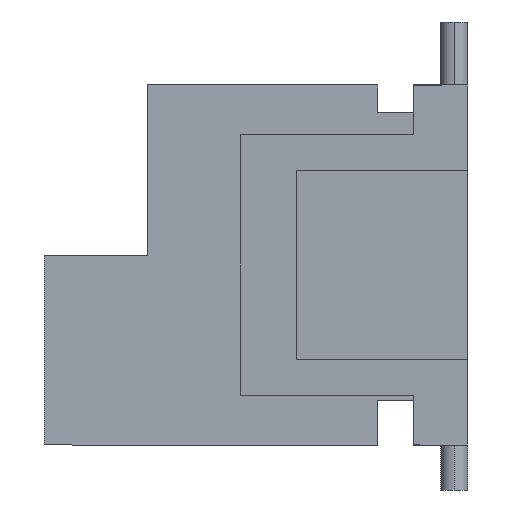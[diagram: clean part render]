
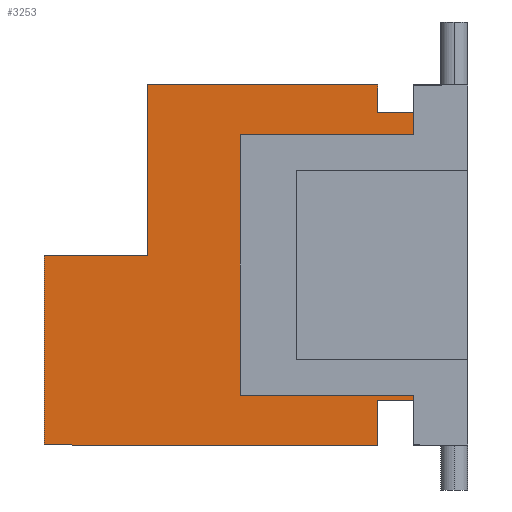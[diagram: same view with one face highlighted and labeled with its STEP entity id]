
A CAD part, left-side view. The second image highlights one B-rep face of the part: STEP entity #3253.
In plain terms, the highlighted planar face has unit normal (-1, 0, 0).
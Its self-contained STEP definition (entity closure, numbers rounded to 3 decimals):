
#331 = DIRECTION ( 'NONE',  ( 0., 0., 1. ) ) ;
#332 = VECTOR ( 'NONE', #331, 1000. ) ;
#333 = CARTESIAN_POINT ( 'NONE',  ( -5.2, 7.1, 3.8 ) ) ;
#334 = LINE ( 'NONE', #333, #332 ) ;
#549 = CARTESIAN_POINT ( 'NONE',  ( -5.2, 7.1, 0. ) ) ;
#550 = DIRECTION ( 'NONE',  ( 0., -1., 0. ) ) ;
#551 = VECTOR ( 'NONE', #550, 1000. ) ;
#552 = CARTESIAN_POINT ( 'NONE',  ( -5.2, 7.1, 0. ) ) ;
#553 = LINE ( 'NONE', #552, #551 ) ;
#930 = CARTESIAN_POINT ( 'NONE',  ( -5.2, 1.2, -3.1 ) ) ;
#931 = CARTESIAN_POINT ( 'NONE',  ( -5.2, 1.2, 3.2 ) ) ;
#932 = CARTESIAN_POINT ( 'NONE',  ( -5.2, 5.05, 2.7 ) ) ;
#933 = DIRECTION ( 'NONE',  ( 0., 0., -1. ) ) ;
#934 = VECTOR ( 'NONE', #933, 1000. ) ;
#935 = CARTESIAN_POINT ( 'NONE',  ( -5.2, 2., 3.8 ) ) ;
#936 = LINE ( 'NONE', #935, #934 ) ;
#937 = DIRECTION ( 'NONE',  ( 0., 0., -1. ) ) ;
#938 = VECTOR ( 'NONE', #937, 1000. ) ;
#939 = CARTESIAN_POINT ( 'NONE',  ( -5.2, 1.2, -4.2 ) ) ;
#940 = LINE ( 'NONE', #939, #938 ) ;
#941 = CARTESIAN_POINT ( 'NONE',  ( -5.2, 2., 3.2 ) ) ;
#942 = DIRECTION ( 'NONE',  ( 0., 0., -1. ) ) ;
#943 = VECTOR ( 'NONE', #942, 1000. ) ;
#944 = CARTESIAN_POINT ( 'NONE',  ( -5.2, 1.2, 3.8 ) ) ;
#945 = LINE ( 'NONE', #944, #943 ) ;
#946 = CARTESIAN_POINT ( 'NONE',  ( -5.2, 1.2, 2.7 ) ) ;
#947 = DIRECTION ( 'NONE',  ( 0., 0., 1. ) ) ;
#948 = VECTOR ( 'NONE', #947, 1000. ) ;
#949 = CARTESIAN_POINT ( 'NONE',  ( -5.2, 5.05, -4.2 ) ) ;
#950 = LINE ( 'NONE', #949, #948 ) ;
#957 = DIRECTION ( 'NONE',  ( 0., 0., -1. ) ) ;
#958 = VECTOR ( 'NONE', #957, 1000. ) ;
#959 = CARTESIAN_POINT ( 'NONE',  ( -5.2, 2., -4.2 ) ) ;
#960 = LINE ( 'NONE', #959, #958 ) ;
#962 = DIRECTION ( 'NONE',  ( 0., 0., -1. ) ) ;
#963 = DIRECTION ( 'NONE',  ( 1., 0., 0. ) ) ;
#964 = CARTESIAN_POINT ( 'NONE',  ( -5.2, 9.4, -4.2 ) ) ;
#965 = AXIS2_PLACEMENT_3D ( 'NONE', #964, #963, #962 ) ;
#966 = PLANE ( 'NONE',  #965 ) ;
#981 = FACE_OUTER_BOUND ( 'NONE', #3256, .T. ) ;
#1020 = DIRECTION ( 'NONE',  ( 0., 1., 0. ) ) ;
#1021 = VECTOR ( 'NONE', #1020, 1000. ) ;
#1022 = CARTESIAN_POINT ( 'NONE',  ( -5.2, 1.2, 2.7 ) ) ;
#1023 = LINE ( 'NONE', #1022, #1021 ) ;
#1025 = DIRECTION ( 'NONE',  ( 0., -1., 0. ) ) ;
#1026 = VECTOR ( 'NONE', #1025, 1000. ) ;
#1027 = CARTESIAN_POINT ( 'NONE',  ( -5.2, 2., 3.2 ) ) ;
#1028 = LINE ( 'NONE', #1027, #1026 ) ;
#1047 = CARTESIAN_POINT ( 'NONE',  ( -5.2, 5.05, -3.1 ) ) ;
#1048 = DIRECTION ( 'NONE',  ( 0., 1., 0. ) ) ;
#1049 = VECTOR ( 'NONE', #1048, 1000. ) ;
#1050 = CARTESIAN_POINT ( 'NONE',  ( -5.2, 1.2, -3.1 ) ) ;
#1051 = LINE ( 'NONE', #1050, #1049 ) ;
#1458 = CARTESIAN_POINT ( 'NONE',  ( -5.2, 9.4, -4.2 ) ) ;
#1488 = CARTESIAN_POINT ( 'NONE',  ( -5.2, 2., -4.2 ) ) ;
#1494 = DIRECTION ( 'NONE',  ( 0., 1., 0. ) ) ;
#1495 = VECTOR ( 'NONE', #1494, 1000. ) ;
#1496 = CARTESIAN_POINT ( 'NONE',  ( -5.2, 9.4, -4.2 ) ) ;
#1497 = LINE ( 'NONE', #1496, #1495 ) ;
#1518 = CARTESIAN_POINT ( 'NONE',  ( -5.2, 2., 3.8 ) ) ;
#1519 = CARTESIAN_POINT ( 'NONE',  ( -5.2, 7.1, 3.8 ) ) ;
#2139 = EDGE_CURVE ( 'NONE', #3089, #3439, #334, .T. ) ;
#2672 = DIRECTION ( 'NONE',  ( 0., 1., 0. ) ) ;
#2673 = VECTOR ( 'NONE', #2672, 1000. ) ;
#2674 = CARTESIAN_POINT ( 'NONE',  ( -5.2, 9.4, 3.8 ) ) ;
#2675 = LINE ( 'NONE', #2674, #2673 ) ;
#2686 = DIRECTION ( 'NONE',  ( 0., 0., 1. ) ) ;
#2687 = VECTOR ( 'NONE', #2686, 1000. ) ;
#2688 = CARTESIAN_POINT ( 'NONE',  ( -5.2, 9.4, -4.2 ) ) ;
#2689 = LINE ( 'NONE', #2688, #2687 ) ;
#2690 = CARTESIAN_POINT ( 'NONE',  ( -5.2, 9.4, 0. ) ) ;
#2796 = DIRECTION ( 'NONE',  ( 0., -1., 0. ) ) ;
#2797 = VECTOR ( 'NONE', #2796, 1000. ) ;
#2798 = CARTESIAN_POINT ( 'NONE',  ( -5.2, 2., -3.2 ) ) ;
#2799 = LINE ( 'NONE', #2798, #2797 ) ;
#2800 = CARTESIAN_POINT ( 'NONE',  ( -5.2, 2., -3.2 ) ) ;
#2846 = CARTESIAN_POINT ( 'NONE',  ( -5.2, 1.2, -3.2 ) ) ;
#3088 = EDGE_CURVE ( 'NONE', #3817, #3089, #553, .T. ) ;
#3089 = VERTEX_POINT ( 'NONE', #549 ) ;
#3229 = ORIENTED_EDGE ( 'NONE', *, *, #3238, .F. ) ;
#3230 = EDGE_CURVE ( 'NONE', #3276, #3242, #950, .T. ) ;
#3231 = VERTEX_POINT ( 'NONE', #946 ) ;
#3232 = ORIENTED_EDGE ( 'NONE', *, *, #3805, .T. ) ;
#3233 = ORIENTED_EDGE ( 'NONE', *, *, #2139, .F. ) ;
#3234 = ORIENTED_EDGE ( 'NONE', *, *, #3088, .F. ) ;
#3235 = ORIENTED_EDGE ( 'NONE', *, *, #3820, .F. ) ;
#3236 = EDGE_CURVE ( 'NONE', #3243, #3231, #945, .T. ) ;
#3237 = VERTEX_POINT ( 'NONE', #941 ) ;
#3238 = EDGE_CURVE ( 'NONE', #3245, #3846, #940, .T. ) ;
#3239 = ORIENTED_EDGE ( 'NONE', *, *, #3240, .F. ) ;
#3240 = EDGE_CURVE ( 'NONE', #3440, #3237, #936, .T. ) ;
#3241 = ORIENTED_EDGE ( 'NONE', *, *, #3275, .T. ) ;
#3242 = VERTEX_POINT ( 'NONE', #932 ) ;
#3243 = VERTEX_POINT ( 'NONE', #931 ) ;
#3244 = ORIENTED_EDGE ( 'NONE', *, *, #3230, .T. ) ;
#3245 = VERTEX_POINT ( 'NONE', #930 ) ;
#3250 = ORIENTED_EDGE ( 'NONE', *, *, #3843, .T. ) ;
#3253 = ADVANCED_FACE ( 'NONE', ( #981 ), #966, .F. ) ;
#3254 = ORIENTED_EDGE ( 'NONE', *, *, #3255, .F. ) ;
#3255 = EDGE_CURVE ( 'NONE', #3842, #3430, #960, .T. ) ;
#3256 = EDGE_LOOP ( 'NONE', ( #3254, #3250, #3229, #3241, #3244, #3270, #3272, #3268, #3239, #3232, #3233, #3234, #3235, #3273 ) ) ;
#3268 = ORIENTED_EDGE ( 'NONE', *, *, #3269, .F. ) ;
#3269 = EDGE_CURVE ( 'NONE', #3237, #3243, #1028, .T. ) ;
#3270 = ORIENTED_EDGE ( 'NONE', *, *, #3271, .F. ) ;
#3271 = EDGE_CURVE ( 'NONE', #3231, #3242, #1023, .T. ) ;
#3272 = ORIENTED_EDGE ( 'NONE', *, *, #3236, .F. ) ;
#3273 = ORIENTED_EDGE ( 'NONE', *, *, #3426, .F. ) ;
#3275 = EDGE_CURVE ( 'NONE', #3245, #3276, #1051, .T. ) ;
#3276 = VERTEX_POINT ( 'NONE', #1047 ) ;
#3419 = VERTEX_POINT ( 'NONE', #1458 ) ;
#3426 = EDGE_CURVE ( 'NONE', #3430, #3419, #1497, .T. ) ;
#3430 = VERTEX_POINT ( 'NONE', #1488 ) ;
#3439 = VERTEX_POINT ( 'NONE', #1519 ) ;
#3440 = VERTEX_POINT ( 'NONE', #1518 ) ;
#3805 = EDGE_CURVE ( 'NONE', #3440, #3439, #2675, .T. ) ;
#3817 = VERTEX_POINT ( 'NONE', #2690 ) ;
#3820 = EDGE_CURVE ( 'NONE', #3419, #3817, #2689, .T. ) ;
#3842 = VERTEX_POINT ( 'NONE', #2800 ) ;
#3843 = EDGE_CURVE ( 'NONE', #3842, #3846, #2799, .T. ) ;
#3846 = VERTEX_POINT ( 'NONE', #2846 ) ;
